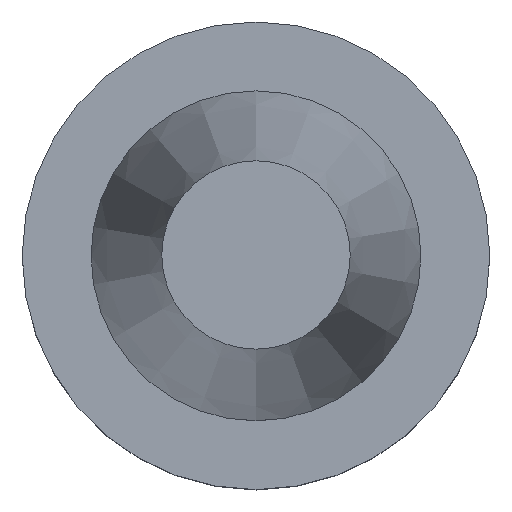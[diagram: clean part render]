
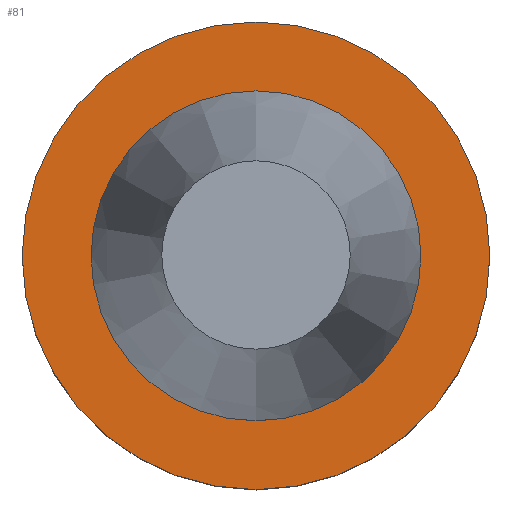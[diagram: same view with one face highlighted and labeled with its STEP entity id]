
A CAD part, top view. The second image highlights one B-rep face of the part: STEP entity #81.
In plain terms, the highlighted planar face has unit normal (0, 0, 1).
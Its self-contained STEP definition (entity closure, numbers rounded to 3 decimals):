
#69=EDGE_CURVE('Unnamed[1]',#174,#174,#175,.T.);
#81=ADVANCED_FACE('Unnamed[1]',(#192,#193),#194,.T.);
#99=EDGE_CURVE('Unnamed[1]',#222,#222,#223,.T.);
#174=VERTEX_POINT('',#312);
#175=CIRCLE('',#313,22.225);
#192=FACE_OUTER_BOUND('',#335,.T.);
#193=FACE_BOUND('',#336,.T.);
#194=PLANE('',#337);
#222=VERTEX_POINT('',#372);
#223=CIRCLE('',#373,31.5);
#312=CARTESIAN_POINT('',(0.,22.225,-1.));
#313=AXIS2_PLACEMENT_3D('',#466,#467,#468);
#335=EDGE_LOOP('',(#485));
#336=EDGE_LOOP('',(#486));
#337=AXIS2_PLACEMENT_3D('',#487,#488,#489);
#372=CARTESIAN_POINT('',(0.,31.5,-1.));
#373=AXIS2_PLACEMENT_3D('',#520,#521,#522);
#466=CARTESIAN_POINT('',(0.,0.,-1.));
#467=DIRECTION('',(0.,0.,-1.0));
#468=DIRECTION('',(0.,1.0,0.));
#485=ORIENTED_EDGE('',*,*,#99,.F.);
#486=ORIENTED_EDGE('',*,*,#69,.T.);
#487=CARTESIAN_POINT('',(0.,26.862,-1.));
#488=DIRECTION('',(0.,0.,1.0));
#489=DIRECTION('',(0.,-1.0,0.));
#520=CARTESIAN_POINT('',(0.,0.,-1.));
#521=DIRECTION('',(0.,0.,-1.0));
#522=DIRECTION('',(0.,1.0,0.));
